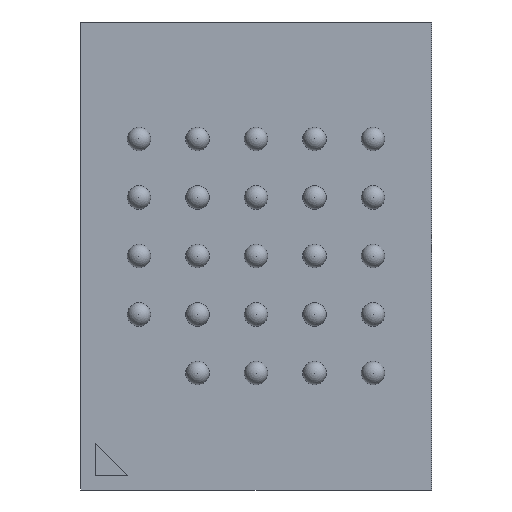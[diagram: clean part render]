
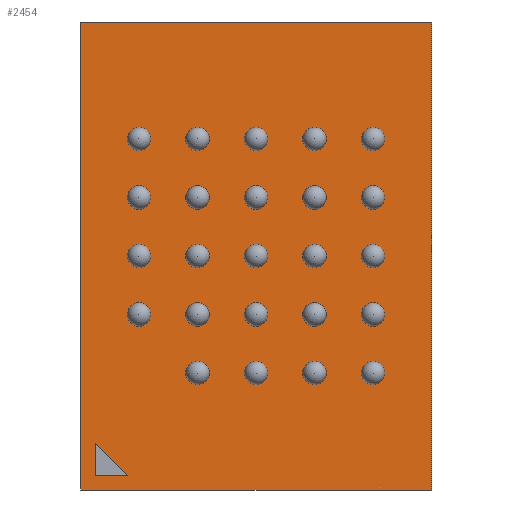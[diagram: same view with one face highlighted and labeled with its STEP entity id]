
A CAD part, front view. The second image highlights one B-rep face of the part: STEP entity #2454.
In plain terms, the highlighted planar face has unit normal (0, -1, 0).
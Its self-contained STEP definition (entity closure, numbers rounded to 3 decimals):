
#63 = LINE ( 'NONE', #809, #377 ) ;
#68 = VECTOR ( 'NONE', #234, 1000. ) ;
#91 = CARTESIAN_POINT ( 'NONE',  ( -3., 0.31, 4. ) ) ;
#100 = CARTESIAN_POINT ( 'NONE',  ( 3., 0.31, 4. ) ) ;
#107 = ORIENTED_EDGE ( 'NONE', *, *, #1377, .T. ) ;
#151 = FACE_BOUND ( 'NONE', #991, .T. ) ;
#181 = ORIENTED_EDGE ( 'NONE', *, *, #1942, .F. ) ;
#234 = DIRECTION ( 'NONE',  ( 0., 0., -1. ) ) ;
#308 = VERTEX_POINT ( 'NONE', #835 ) ;
#325 = DIRECTION ( 'NONE',  ( 0., 0., 1. ) ) ;
#377 = VECTOR ( 'NONE', #429, 1000. ) ;
#401 = EDGE_CURVE ( 'NONE', #1822, #658, #1524, .T. ) ;
#429 = DIRECTION ( 'NONE',  ( 1., 0., 0. ) ) ;
#462 = ORIENTED_EDGE ( 'NONE', *, *, #1141, .F. ) ;
#484 = LINE ( 'NONE', #956, #953 ) ;
#502 = DIRECTION ( 'NONE',  ( 0., -1., 0. ) ) ;
#542 = VECTOR ( 'NONE', #325, 1000. ) ;
#658 = VERTEX_POINT ( 'NONE', #1296 ) ;
#793 = VECTOR ( 'NONE', #1440, 1000. ) ;
#809 = CARTESIAN_POINT ( 'NONE',  ( -3., 0.31, -4. ) ) ;
#820 = EDGE_CURVE ( 'NONE', #658, #1220, #63, .T. ) ;
#835 = CARTESIAN_POINT ( 'NONE',  ( -2.75, 0.31, -3.75 ) ) ;
#908 = DIRECTION ( 'NONE',  ( 1., 0., 0. ) ) ;
#928 = VECTOR ( 'NONE', #2059, 1000. ) ;
#953 = VECTOR ( 'NONE', #1383, 1000. ) ;
#956 = CARTESIAN_POINT ( 'NONE',  ( -2.2, 0.31, -3.75 ) ) ;
#969 = VERTEX_POINT ( 'NONE', #2381 ) ;
#976 = EDGE_LOOP ( 'NONE', ( #107, #2250, #1819, #2344 ) ) ;
#991 = EDGE_LOOP ( 'NONE', ( #1214, #462, #181 ) ) ;
#1026 = CARTESIAN_POINT ( 'NONE',  ( -2.2, 0.31, -3.75 ) ) ;
#1105 = EDGE_CURVE ( 'NONE', #969, #1822, #1803, .T. ) ;
#1141 = EDGE_CURVE ( 'NONE', #308, #1881, #2448, .T. ) ;
#1185 = DIRECTION ( 'NONE',  ( 0., 0., -1. ) ) ;
#1214 = ORIENTED_EDGE ( 'NONE', *, *, #1407, .F. ) ;
#1220 = VERTEX_POINT ( 'NONE', #1302 ) ;
#1236 = CARTESIAN_POINT ( 'NONE',  ( -3., 0.31, 4. ) ) ;
#1250 = CARTESIAN_POINT ( 'NONE',  ( -2.75, 0.31, -3.75 ) ) ;
#1296 = CARTESIAN_POINT ( 'NONE',  ( -3., 0.31, -4. ) ) ;
#1302 = CARTESIAN_POINT ( 'NONE',  ( 3., 0.31, -4. ) ) ;
#1377 = EDGE_CURVE ( 'NONE', #1220, #969, #2416, .T. ) ;
#1383 = DIRECTION ( 'NONE',  ( -0.707, 0., 0.707 ) ) ;
#1407 = EDGE_CURVE ( 'NONE', #1881, #2247, #484, .T. ) ;
#1440 = DIRECTION ( 'NONE',  ( 1., 0., 0. ) ) ;
#1519 = AXIS2_PLACEMENT_3D ( 'NONE', #2490, #502, #908 ) ;
#1524 = LINE ( 'NONE', #1236, #68 ) ;
#1803 = LINE ( 'NONE', #1854, #928 ) ;
#1819 = ORIENTED_EDGE ( 'NONE', *, *, #401, .T. ) ;
#1822 = VERTEX_POINT ( 'NONE', #91 ) ;
#1854 = CARTESIAN_POINT ( 'NONE',  ( -3., 0.31, 4. ) ) ;
#1881 = VERTEX_POINT ( 'NONE', #1026 ) ;
#1942 = EDGE_CURVE ( 'NONE', #2247, #308, #2479, .T. ) ;
#2021 = CARTESIAN_POINT ( 'NONE',  ( -2.75, 0.31, -3.2 ) ) ;
#2059 = DIRECTION ( 'NONE',  ( -1., 0., 0. ) ) ;
#2106 = PLANE ( 'NONE',  #1519 ) ;
#2187 = FACE_OUTER_BOUND ( 'NONE', #976, .T. ) ;
#2247 = VERTEX_POINT ( 'NONE', #2616 ) ;
#2250 = ORIENTED_EDGE ( 'NONE', *, *, #1105, .T. ) ;
#2263 = VECTOR ( 'NONE', #1185, 1000. ) ;
#2344 = ORIENTED_EDGE ( 'NONE', *, *, #820, .T. ) ;
#2381 = CARTESIAN_POINT ( 'NONE',  ( 3., 0.31, 4. ) ) ;
#2416 = LINE ( 'NONE', #100, #542 ) ;
#2448 = LINE ( 'NONE', #1250, #793 ) ;
#2454 = ADVANCED_FACE ( 'NONE', ( #151, #2187 ), #2106, .T. ) ;
#2479 = LINE ( 'NONE', #2021, #2263 ) ;
#2490 = CARTESIAN_POINT ( 'NONE',  ( 0., 0.31, 0. ) ) ;
#2616 = CARTESIAN_POINT ( 'NONE',  ( -2.75, 0.31, -3.2 ) ) ;
